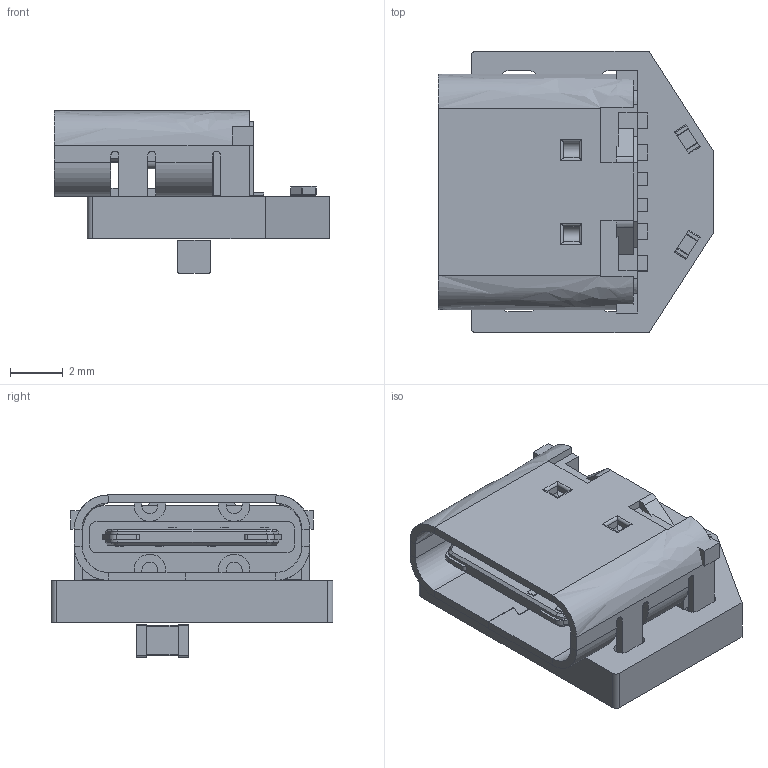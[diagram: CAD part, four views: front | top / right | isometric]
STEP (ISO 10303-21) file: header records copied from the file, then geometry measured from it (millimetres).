
FILE_DESCRIPTION(('KiCad electronic assembly'),'2;1');
FILE_NAME('USB-vertical.step','2023-03-21T15:40:02',('Pcbnew'),('Kicad') ,'Open CASCADE STEP processor 7.5','KiCad to STEP converter','Unknown' );
FILE_SCHEMA(('AUTOMOTIVE_DESIGN { 1 0 10303 214 1 1 1 1 }'));
Length unit declared in the file: millimetre
Products named in the file (8): USB-vertical 1; USB_type_C_smd_6p; COMPOUND; R_0402_1005Metric; SOLID; C_0805_2012Metric; USB-vertical PCB
Assembly tree (8 placements, depth 3):
  USB-vertical 1
    USB_type_C_smd_6p
      COMPOUND
    R_0402_1005Metric  x2
      SOLID
    C_0805_2012Metric
      SOLID
    USB-vertical PCB
Bounding box: 10.45 x 10.7 x 6.15 mm (x, y, z)
Volume: 252.2 mm3; surface area: 775.5 mm2
Topology: 8 solids, 8 shells, 486 faces, 1306 edges, 824 vertices
Faces by surface type: bspline 458, plane 16, cylinder 12
Full cylindrical faces by diameter (mm): 0.65 x2
Entity records: 31153 total; most frequent: CARTESIAN_POINT 11655, B_SPLINE_CURVE_WITH_KNOTS 3066, ORIENTED_EDGE 2476, PCURVE 2476, DEFINITIONAL_REPRESENTATION 2476, EDGE_CURVE 1238, SURFACE_CURVE 1232, VERTEX_POINT 780
